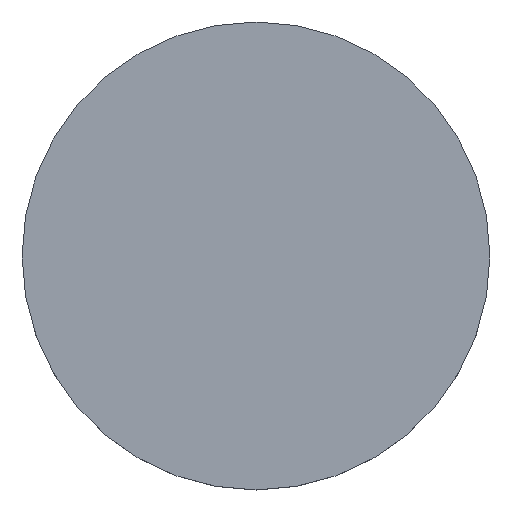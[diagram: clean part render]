
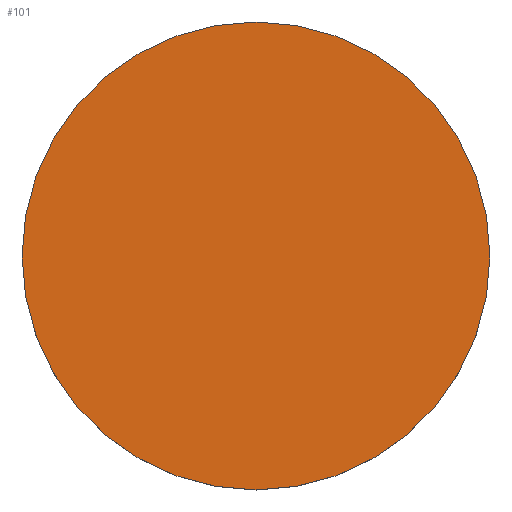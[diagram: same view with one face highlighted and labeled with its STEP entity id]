
A CAD part, top view. The second image highlights one B-rep face of the part: STEP entity #101.
In plain terms, the highlighted planar face has unit normal (0, 0, 1).
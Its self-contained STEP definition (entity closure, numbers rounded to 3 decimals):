
#20 = AXIS2_PLACEMENT_3D ( 'NONE', #115, #98, #27 ) ;
#22 = EDGE_CURVE ( 'NONE', #92, #227, #127, .T. ) ;
#27 = DIRECTION ( 'NONE',  ( 1., 0., 0. ) ) ;
#32 = AXIS2_PLACEMENT_3D ( 'NONE', #74, #198, #51 ) ;
#38 = CARTESIAN_POINT ( 'NONE',  ( 25.4, 0., 6. ) ) ;
#44 = PLANE ( 'NONE',  #20 ) ;
#47 = ORIENTED_EDGE ( 'NONE', *, *, #22, .F. ) ;
#48 = AXIS2_PLACEMENT_3D ( 'NONE', #166, #224, #94 ) ;
#51 = DIRECTION ( 'NONE',  ( 1., 0., 0. ) ) ;
#74 = CARTESIAN_POINT ( 'NONE',  ( 0., 0., 6. ) ) ;
#92 = VERTEX_POINT ( 'NONE', #135 ) ;
#94 = DIRECTION ( 'NONE',  ( 1., 0., 0. ) ) ;
#97 = ORIENTED_EDGE ( 'NONE', *, *, #235, .F. ) ;
#98 = DIRECTION ( 'NONE',  ( 0., 0., 1. ) ) ;
#101 = ADVANCED_FACE ( 'NONE', ( #136 ), #44, .T. ) ;
#115 = CARTESIAN_POINT ( 'NONE',  ( 0., 52.02, 6. ) ) ;
#127 = CIRCLE ( 'NONE', #48, 25.4 ) ;
#135 = CARTESIAN_POINT ( 'NONE',  ( -25.4, 0., 6. ) ) ;
#136 = FACE_OUTER_BOUND ( 'NONE', #157, .T. ) ;
#157 = EDGE_LOOP ( 'NONE', ( #97, #47 ) ) ;
#166 = CARTESIAN_POINT ( 'NONE',  ( 0., 0., 6. ) ) ;
#198 = DIRECTION ( 'NONE',  ( 0., 0., -1. ) ) ;
#221 = CIRCLE ( 'NONE', #32, 25.4 ) ;
#224 = DIRECTION ( 'NONE',  ( 0., 0., -1. ) ) ;
#227 = VERTEX_POINT ( 'NONE', #38 ) ;
#235 = EDGE_CURVE ( 'NONE', #227, #92, #221, .T. ) ;
